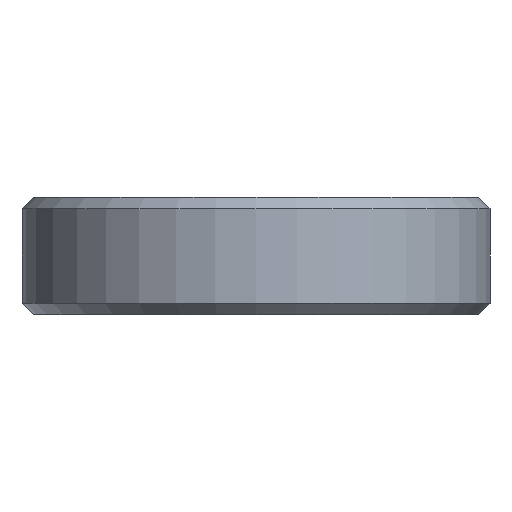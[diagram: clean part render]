
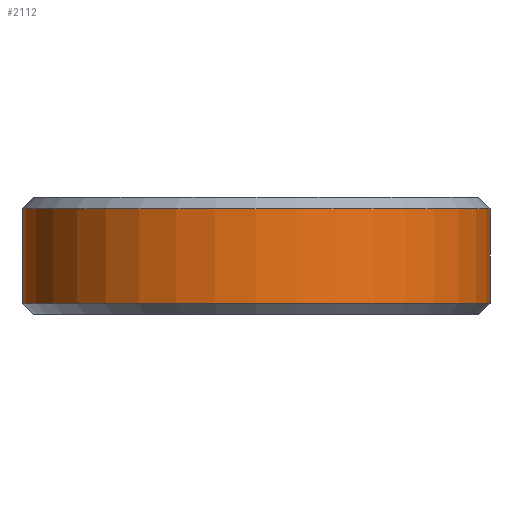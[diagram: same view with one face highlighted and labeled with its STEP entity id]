
A CAD part, left-side view. The second image highlights one B-rep face of the part: STEP entity #2112.
In plain terms, the highlighted cylindrical face has radius 6.25 mm (diameter 12.5 mm), a partial arc.
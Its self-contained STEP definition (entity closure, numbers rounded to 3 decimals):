
#144 = VERTEX_POINT('',#145);
#145 = CARTESIAN_POINT('',(0.,-6.25,0.3));
#161 = CONICAL_SURFACE('',#162,6.25,0.785);
#162 = AXIS2_PLACEMENT_3D('',#163,#164,#165);
#163 = CARTESIAN_POINT('',(0.,0.,0.3));
#164 = DIRECTION('',(0.,0.,1.));
#165 = DIRECTION('',(0.,1.,0.));
#187 = PLANE('',#188);
#188 = AXIS2_PLACEMENT_3D('',#189,#190,#191);
#189 = CARTESIAN_POINT('',(137.5,-6.25,0.));
#190 = DIRECTION('',(0.,-1.,0.));
#191 = DIRECTION('',(-1.,0.,0.));
#290 = PLANE('',#291);
#291 = AXIS2_PLACEMENT_3D('',#292,#293,#294);
#292 = CARTESIAN_POINT('',(137.5,6.25,0.));
#293 = DIRECTION('',(0.,-1.,0.));
#294 = DIRECTION('',(-1.,0.,0.));
#1072 = VERTEX_POINT('',#1073);
#1073 = CARTESIAN_POINT('',(0.,6.25,0.3));
#1119 = EDGE_CURVE('',#1072,#144,#1120,.T.);
#1120 = SURFACE_CURVE('',#1121,(#1126,#1133),.PCURVE_S1.);
#1121 = CIRCLE('',#1122,6.25);
#1122 = AXIS2_PLACEMENT_3D('',#1123,#1124,#1125);
#1123 = CARTESIAN_POINT('',(0.,0.,0.3));
#1124 = DIRECTION('',(0.,-0.,1.));
#1125 = DIRECTION('',(0.,1.,0.));
#1126 = PCURVE('',#161,#1127);
#1127 = DEFINITIONAL_REPRESENTATION('',(#1128),#1132);
#1128 = LINE('',#1129,#1130);
#1129 = CARTESIAN_POINT('',(0.,-0.));
#1130 = VECTOR('',#1131,1.);
#1131 = DIRECTION('',(1.,-0.));
#1132 = ( GEOMETRIC_REPRESENTATION_CONTEXT(2) 
PARAMETRIC_REPRESENTATION_CONTEXT() REPRESENTATION_CONTEXT('2D SPACE',''
  ) );
#1133 = PCURVE('',#1134,#1139);
#1134 = CYLINDRICAL_SURFACE('',#1135,6.25);
#1135 = AXIS2_PLACEMENT_3D('',#1136,#1137,#1138);
#1136 = CARTESIAN_POINT('',(0.,0.,0.));
#1137 = DIRECTION('',(-0.,-0.,-1.));
#1138 = DIRECTION('',(1.,0.,0.));
#1139 = DEFINITIONAL_REPRESENTATION('',(#1140),#1144);
#1140 = LINE('',#1141,#1142);
#1141 = CARTESIAN_POINT('',(-1.571,-0.3));
#1142 = VECTOR('',#1143,1.);
#1143 = DIRECTION('',(-1.,0.));
#1144 = ( GEOMETRIC_REPRESENTATION_CONTEXT(2) 
PARAMETRIC_REPRESENTATION_CONTEXT() REPRESENTATION_CONTEXT('2D SPACE',''
  ) );
#1153 = VERTEX_POINT('',#1154);
#1154 = CARTESIAN_POINT('',(0.,-6.25,2.825));
#1180 = EDGE_CURVE('',#144,#1153,#1181,.T.);
#1181 = SURFACE_CURVE('',#1182,(#1186,#1193),.PCURVE_S1.);
#1182 = LINE('',#1183,#1184);
#1183 = CARTESIAN_POINT('',(0.,-6.25,0.));
#1184 = VECTOR('',#1185,1.);
#1185 = DIRECTION('',(0.,0.,1.));
#1186 = PCURVE('',#187,#1187);
#1187 = DEFINITIONAL_REPRESENTATION('',(#1188),#1192);
#1188 = LINE('',#1189,#1190);
#1189 = CARTESIAN_POINT('',(137.5,0.));
#1190 = VECTOR('',#1191,1.);
#1191 = DIRECTION('',(0.,-1.));
#1192 = ( GEOMETRIC_REPRESENTATION_CONTEXT(2) 
PARAMETRIC_REPRESENTATION_CONTEXT() REPRESENTATION_CONTEXT('2D SPACE',''
  ) );
#1193 = PCURVE('',#1134,#1194);
#1194 = DEFINITIONAL_REPRESENTATION('',(#1195),#1199);
#1195 = LINE('',#1196,#1197);
#1196 = CARTESIAN_POINT('',(-4.712,0.));
#1197 = VECTOR('',#1198,1.);
#1198 = DIRECTION('',(-0.,-1.));
#1199 = ( GEOMETRIC_REPRESENTATION_CONTEXT(2) 
PARAMETRIC_REPRESENTATION_CONTEXT() REPRESENTATION_CONTEXT('2D SPACE',''
  ) );
#1289 = VERTEX_POINT('',#1290);
#1290 = CARTESIAN_POINT('',(0.,6.25,2.825));
#1311 = EDGE_CURVE('',#1072,#1289,#1312,.T.);
#1312 = SURFACE_CURVE('',#1313,(#1317,#1324),.PCURVE_S1.);
#1313 = LINE('',#1314,#1315);
#1314 = CARTESIAN_POINT('',(0.,6.25,0.));
#1315 = VECTOR('',#1316,1.);
#1316 = DIRECTION('',(0.,0.,1.));
#1317 = PCURVE('',#290,#1318);
#1318 = DEFINITIONAL_REPRESENTATION('',(#1319),#1323);
#1319 = LINE('',#1320,#1321);
#1320 = CARTESIAN_POINT('',(137.5,0.));
#1321 = VECTOR('',#1322,1.);
#1322 = DIRECTION('',(0.,-1.));
#1323 = ( GEOMETRIC_REPRESENTATION_CONTEXT(2) 
PARAMETRIC_REPRESENTATION_CONTEXT() REPRESENTATION_CONTEXT('2D SPACE',''
  ) );
#1324 = PCURVE('',#1134,#1325);
#1325 = DEFINITIONAL_REPRESENTATION('',(#1326),#1330);
#1326 = LINE('',#1327,#1328);
#1327 = CARTESIAN_POINT('',(-1.571,0.));
#1328 = VECTOR('',#1329,1.);
#1329 = DIRECTION('',(-0.,-1.));
#1330 = ( GEOMETRIC_REPRESENTATION_CONTEXT(2) 
PARAMETRIC_REPRESENTATION_CONTEXT() REPRESENTATION_CONTEXT('2D SPACE',''
  ) );
#2112 = ADVANCED_FACE('',(#2113),#1134,.T.);
#2113 = FACE_BOUND('',#2114,.F.);
#2114 = EDGE_LOOP('',(#2115,#2116,#2143,#2144));
#2115 = ORIENTED_EDGE('',*,*,#1311,.T.);
#2116 = ORIENTED_EDGE('',*,*,#2117,.T.);
#2117 = EDGE_CURVE('',#1289,#1153,#2118,.T.);
#2118 = SURFACE_CURVE('',#2119,(#2124,#2131),.PCURVE_S1.);
#2119 = CIRCLE('',#2120,6.25);
#2120 = AXIS2_PLACEMENT_3D('',#2121,#2122,#2123);
#2121 = CARTESIAN_POINT('',(0.,0.,2.825));
#2122 = DIRECTION('',(0.,-0.,1.));
#2123 = DIRECTION('',(0.,1.,0.));
#2124 = PCURVE('',#1134,#2125);
#2125 = DEFINITIONAL_REPRESENTATION('',(#2126),#2130);
#2126 = LINE('',#2127,#2128);
#2127 = CARTESIAN_POINT('',(-1.571,-2.825));
#2128 = VECTOR('',#2129,1.);
#2129 = DIRECTION('',(-1.,0.));
#2130 = ( GEOMETRIC_REPRESENTATION_CONTEXT(2) 
PARAMETRIC_REPRESENTATION_CONTEXT() REPRESENTATION_CONTEXT('2D SPACE',''
  ) );
#2131 = PCURVE('',#2132,#2137);
#2132 = CONICAL_SURFACE('',#2133,6.25,0.785);
#2133 = AXIS2_PLACEMENT_3D('',#2134,#2135,#2136);
#2134 = CARTESIAN_POINT('',(0.,0.,2.825));
#2135 = DIRECTION('',(-0.,-0.,-1.));
#2136 = DIRECTION('',(0.,1.,0.));
#2137 = DEFINITIONAL_REPRESENTATION('',(#2138),#2142);
#2138 = LINE('',#2139,#2140);
#2139 = CARTESIAN_POINT('',(-0.,-0.));
#2140 = VECTOR('',#2141,1.);
#2141 = DIRECTION('',(-1.,-0.));
#2142 = ( GEOMETRIC_REPRESENTATION_CONTEXT(2) 
PARAMETRIC_REPRESENTATION_CONTEXT() REPRESENTATION_CONTEXT('2D SPACE',''
  ) );
#2143 = ORIENTED_EDGE('',*,*,#1180,.F.);
#2144 = ORIENTED_EDGE('',*,*,#1119,.F.);
